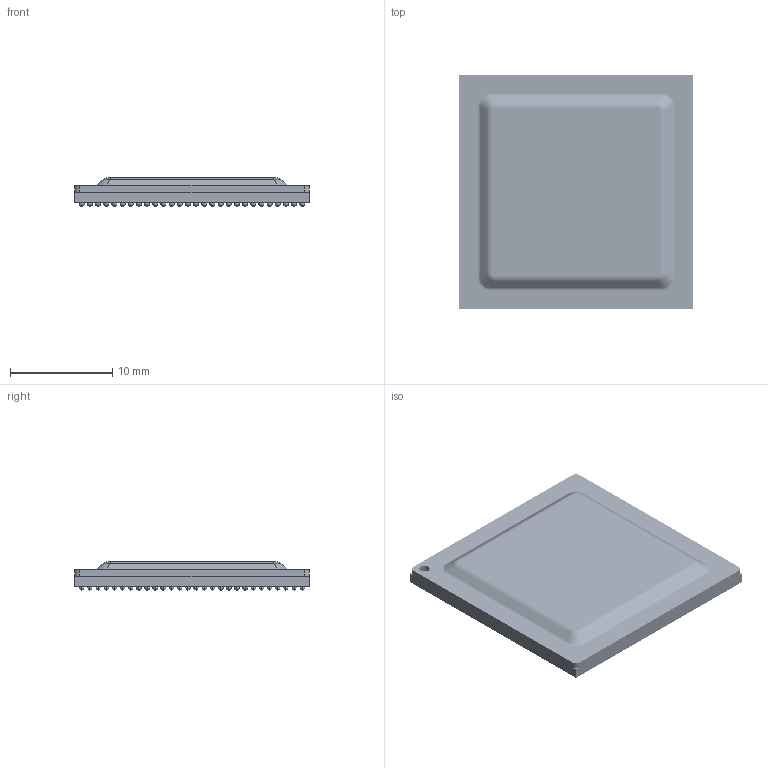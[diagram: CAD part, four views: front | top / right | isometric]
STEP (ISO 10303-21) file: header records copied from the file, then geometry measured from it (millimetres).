
FILE_DESCRIPTION((''),'2;1');
FILE_NAME('ABC0760A_ASM','2016-01-13T',('a0412086'),(''),'PRO/ENGINEER BY PARAMETRIC TECHNOLOGY CORPORATION, 2011490','PRO/ENGINEER BY PARAMETRIC TECHNOLOGY CORPORATION, 2011490','');
FILE_SCHEMA(('AUTOMOTIVE_DESIGN { 1 0 10303 214 1 1 1 1 }'));
Length unit declared in the file: millimetre
Products named in the file (5): SUBSTRATE-BGA; SOLDER_BALL; SMASK_BTM_BGA; HEATSPREADER-FCBGA; ABC0760A_ASM
Assembly tree (763 placements, depth 2):
  ABC0760A_ASM
    SUBSTRATE-BGA
    SOLDER_BALL  x760
    SMASK_BTM_BGA
    HEATSPREADER-FCBGA
Bounding box: 23 x 23 x 2.79 mm (x, y, z)
Volume: 896.5 mm3; surface area: 3926.9 mm2
Topology: 763 solids, 763 shells, 2356 faces, 4732 edges, 2384 vertices
Faces by surface type: sphere 1520, plane 790, bspline 24, cylinder 22
Entity records: 14828 total; most frequent: CARTESIAN_POINT 4494, DIRECTION 1838, AXIS2_PLACEMENT_3D 871, PROPERTY_DEFINITION 835, REPRESENTATION 830, PROPERTY_DEFINITION_REPRESENTATION 830, PRODUCT_DEFINITION_SHAPE 768, ITEM_DEFINED_TRANSFORMATION 763
